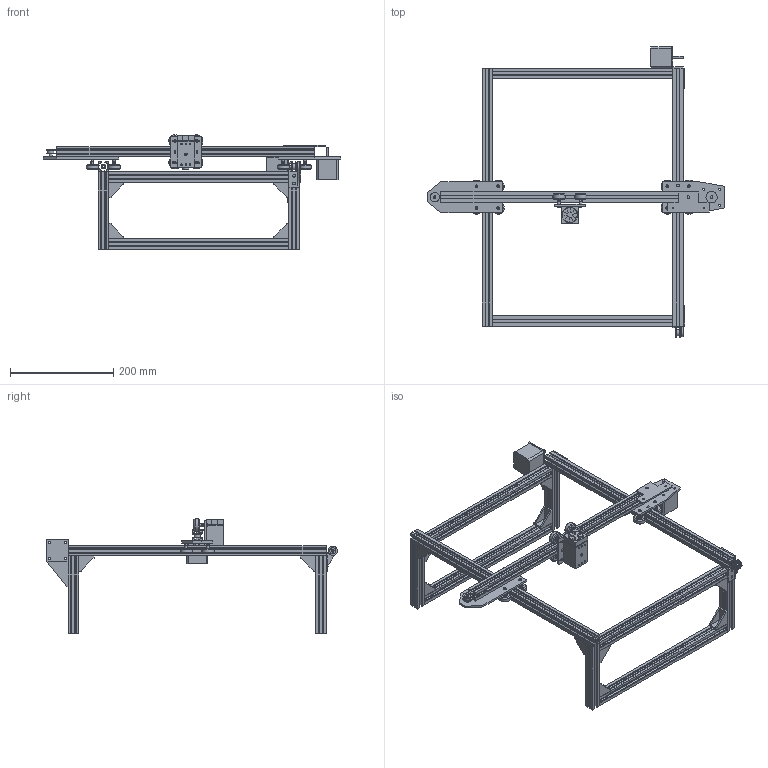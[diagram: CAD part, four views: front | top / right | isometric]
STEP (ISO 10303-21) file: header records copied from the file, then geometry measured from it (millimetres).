
FILE_DESCRIPTION(/* description */ (''),/* implementation_level */ '2;1');
FILE_NAME(/* name */ 'Assembly v75.step',/* time_stamp */ '2021-01-06T02:05:14-05:00',/* author */ (''),/* organization */ (''),/* preprocessor_version */ 'ST-DEVELOPER v18.1',/* originating_system */ 'Autodesk Translation Framework v9.7.1.1290',/* authorisation */ '');
FILE_SCHEMA (('AUTOMOTIVE_DESIGN { 1 0 10303 214 3 1 1 }'));
Length unit declared in the file: centimetre
Products named in the file (45): Assembly; Framing; Aluminum Extrusion 150mm v2 (2); Aluminum Extrusion 150mm v2 (3); Aluminum Extrusion 150mm v2 (4); Aluminum Extrusion 150mm v2 (5); Aluminum Extrusion 350mm v6 (5); Aluminum Extrusion 350mm; Corner Bracket; Side_CornerBracket; Y; Y-axis plateL; Y-axis plateR; Stepper Motor Nema 17 Bipolar 40mm; Idler v2; Wheel; Wheel_1; Wheel_2; Wheel_3; Wheel_4; Wheel_5; Wheel_6; Wheel_7; Aluminum Extrusion 500mm; X-Axis; Wheel Spacer; Laser-plate; Wheel_8; Wheel_9; Wheel_10; Wheel_11; Component1; Component2; Component3; laser; Component1_1; Component2_1; Idler Bracket; Idler; Stepper Motor Nema 17 Bipolar 40mm_1 ...
Assembly tree (105 placements, depth 4):
  Assembly
    Framing
      Aluminum Extrusion 150mm v2 (2)
      Aluminum Extrusion 150mm v2 (3)
      Aluminum Extrusion 150mm v2 (4)
      Aluminum Extrusion 150mm v2 (5)
      Aluminum Extrusion 350mm  x3
      Aluminum Extrusion 350mm v6 (5)
      Aluminum Extrusion 500mm  x2
      Corner Bracket  x10
      Side_CornerBracket  x2
    Y
      Y-axis plateL
      Y-axis plateR
      Stepper Motor Nema 17 Bipolar 40mm
        Body
        Plate
        Rod
      Idler v2
      Wheel Spacer  x8
      Wheel
        Component1
        Component2
        Component3
      Wheel_1
        Component1
        Component2
        Component3
      Wheel_2
        Component1
        Component2
        Component3
      Wheel_3
        Component1
        Component2
        Component3
      Wheel_4
        Component1
        Component2
        Component3
      Wheel_5
        Component1
        Component2
        Component3
      Wheel_6
        Component1
        Component2
        Component3
      Wheel_7
        Component1
        Component2
        Component3
      Aluminum Extrusion 500mm
    X-Axis
      Wheel Spacer  x4
      Laser-plate
      Wheel_8
        Component1
        Component2
        Component3
Bounding box: 576 x 564 x 222.1 mm (x, y, z)
Volume: 996080.5 mm3; surface area: 798992.6 mm2
Topology: 87 solids, 87 shells, 1515 faces, 3864 edges, 2564 vertices
Faces by surface type: plane 1241, cylinder 250, cone 24
Full cylindrical faces by diameter (mm): 2 x1, 2.75 x4, 3 x25, 3.125 x1, 3.3 x12, 4 x28, 5 x65, 6 x26, 10 x2, 11 x24, 12 x3, 13 x1, 18 x4, 22 x5, 23 x1, 24 x12
Entity records: 26241 total; most frequent: CARTESIAN_POINT 4427, DIRECTION 4220, ORIENTED_EDGE 4196, EDGE_CURVE 2098, LINE 1846, VECTOR 1846, VERTEX_POINT 1394, AXIS2_PLACEMENT_3D 1187
